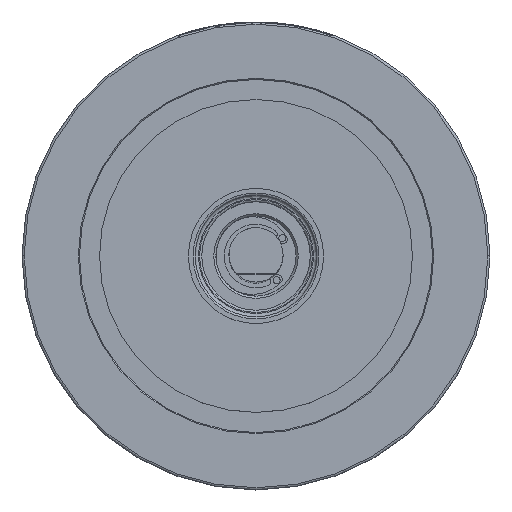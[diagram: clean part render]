
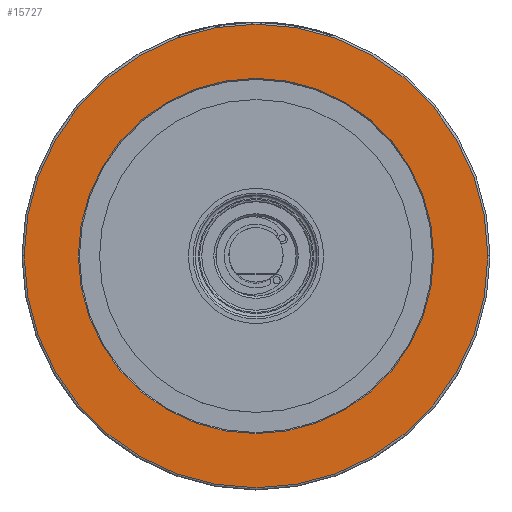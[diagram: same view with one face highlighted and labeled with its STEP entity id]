
A CAD part, top view. The second image highlights one B-rep face of the part: STEP entity #15727.
In plain terms, the highlighted face is planar.
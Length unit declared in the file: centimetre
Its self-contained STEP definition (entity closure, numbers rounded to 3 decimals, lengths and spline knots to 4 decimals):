
#1365=PLANE('',#49184);
#1910=CIRCLE('',#49097,2.0828);
#1917=CIRCLE('',#49106,2.7178);
#1966=CIRCLE('',#49185,2.0828);
#1967=CIRCLE('',#49186,2.7178);
#2264=VERTEX_POINT('',#19395);
#2265=VERTEX_POINT('',#19397);
#2272=VERTEX_POINT('',#19413);
#2273=VERTEX_POINT('',#19415);
#5776=EDGE_CURVE('',#2265,#2264,#1910,.T.);
#5784=EDGE_CURVE('',#2273,#2272,#1917,.T.);
#6037=EDGE_CURVE('',#2264,#2265,#1966,.F.);
#6038=EDGE_CURVE('',#2272,#2273,#1967,.T.);
#8702=ORIENTED_EDGE('',*,*,#5776,.T.);
#8703=ORIENTED_EDGE('',*,*,#6037,.T.);
#8704=ORIENTED_EDGE('',*,*,#5784,.T.);
#8705=ORIENTED_EDGE('',*,*,#6038,.T.);
#13664=EDGE_LOOP('',(#8702,#8703));
#13665=EDGE_LOOP('',(#8704,#8705));
#14711=FACE_BOUND('',#13664,.T.);
#14712=FACE_BOUND('',#13665,.T.);
#15727=ADVANCED_FACE('',(#14711,#14712),#1365,.T.);
#16898=DIRECTION('',(0.,0.,1.));
#16899=DIRECTION('',(2.083,0.,0.));
#16915=DIRECTION('',(0.,0.,-1.));
#16916=DIRECTION('',(2.718,0.,0.));
#17122=DIRECTION('',(0.,0.,-1.));
#17123=DIRECTION('',(0.,0.,-1.));
#17124=DIRECTION('',(2.083,0.,0.));
#17125=DIRECTION('',(0.,0.,-1.));
#17126=DIRECTION('',(2.718,0.,0.));
#19395=CARTESIAN_POINT('',(-2.0828,0.,-7.7216));
#19396=CARTESIAN_POINT('',(0.,0.,-7.7216));
#19397=CARTESIAN_POINT('',(2.0828,0.,-7.7216));
#19413=CARTESIAN_POINT('',(-2.7178,0.,-7.7216));
#19414=CARTESIAN_POINT('',(0.,0.,-7.7216));
#19415=CARTESIAN_POINT('',(2.7178,0.,-7.7216));
#21490=CARTESIAN_POINT('',(2.0701,0.,-7.7216));
#21491=CARTESIAN_POINT('',(0.,0.,-7.7216));
#21492=CARTESIAN_POINT('',(0.,0.,-7.7216));
#49097=AXIS2_PLACEMENT_3D('',#19396,#16898,#16899);
#49106=AXIS2_PLACEMENT_3D('',#19414,#16915,#16916);
#49184=AXIS2_PLACEMENT_3D('',#21490,#17122,$);
#49185=AXIS2_PLACEMENT_3D('',#21491,#17123,#17124);
#49186=AXIS2_PLACEMENT_3D('',#21492,#17125,#17126);
